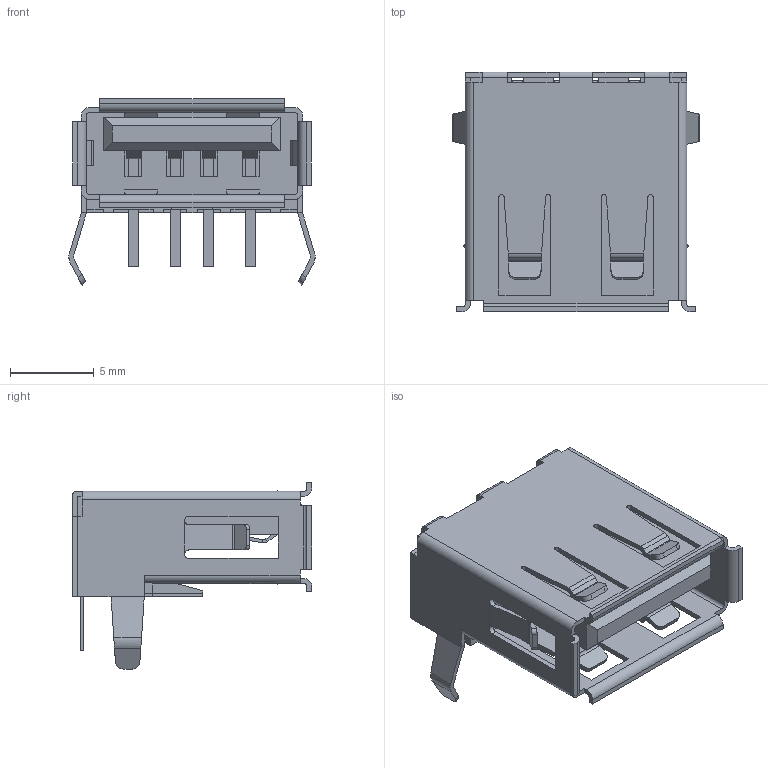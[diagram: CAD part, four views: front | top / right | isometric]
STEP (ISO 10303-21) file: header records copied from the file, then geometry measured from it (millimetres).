
FILE_DESCRIPTION(/* description */ ('STEP AP214'),/* implementation_level */ '2;1');
FILE_NAME(/* name */ 'USB-A-F-90.step',/* time_stamp */ '2024-08-15T23:18:16+02:00',/* author */ (''),/* organization */ (''),/* preprocessor_version */ 'ST-DEVELOPER v20',/* originating_system */ 'Autodesk Translation Framework v13.14.0.145',/* authorisation */ '');
FILE_SCHEMA (('AUTOMOTIVE_DESIGN { 1 0 10303 214 3 1 1 }'));
Length unit declared in the file: millimetre
Products named in the file (1): USB-A-TH_USB-A-F-90
Bounding box: 14.68 x 14.3 x 11.11 mm (x, y, z)
Volume: 583.9 mm3; surface area: 1735.2 mm2
Topology: 1 solids, 1 shells, 527 faces, 1366 edges, 836 vertices
Faces by surface type: plane 418, cylinder 109
Entity records: 16233 total; most frequent: ORIENTED_EDGE 2732, CARTESIAN_POINT 2730, DIRECTION 2652, EDGE_CURVE 1366, LINE 1136, VECTOR 1136, VERTEX_POINT 836, AXIS2_PLACEMENT_3D 758
